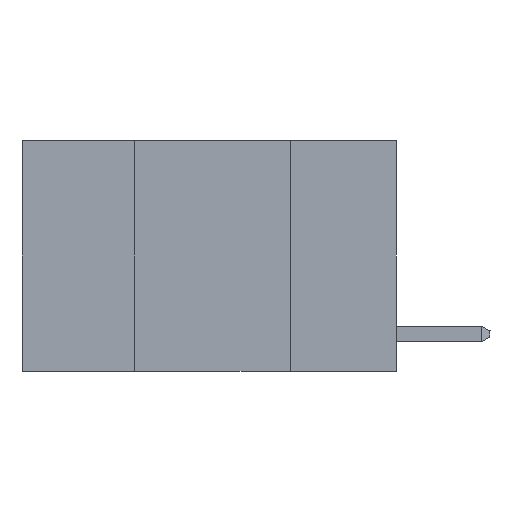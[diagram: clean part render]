
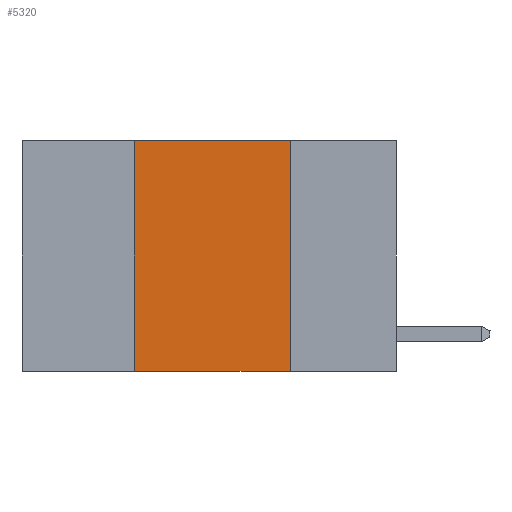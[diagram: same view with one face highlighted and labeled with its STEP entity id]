
A CAD part, left-side view. The second image highlights one B-rep face of the part: STEP entity #5320.
In plain terms, the highlighted planar face has unit normal (-1, 0, 0).
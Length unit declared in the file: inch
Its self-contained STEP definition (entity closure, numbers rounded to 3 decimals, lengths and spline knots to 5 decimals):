
#282 = DIRECTION ( 'NONE',  ( 0., -1., 0. ) ) ;
#442 = CARTESIAN_POINT ( 'NONE',  ( 0., 0.42, 0. ) ) ;
#1121 = EDGE_LOOP ( 'NONE', ( #11562, #9316, #4467, #13246 ) ) ;
#1581 = CARTESIAN_POINT ( 'NONE',  ( 0., 0.42, 0. ) ) ;
#1704 = LINE ( 'NONE', #442, #9996 ) ;
#2699 = PLANE ( 'NONE',  #3755 ) ;
#3405 = VERTEX_POINT ( 'NONE', #7305 ) ;
#3496 = CARTESIAN_POINT ( 'NONE',  ( 0., 0.17, -0.37 ) ) ;
#3755 = AXIS2_PLACEMENT_3D ( 'NONE', #8304, #3884, #11625 ) ;
#3884 = DIRECTION ( 'NONE',  ( 1., 0., 0. ) ) ;
#4467 = ORIENTED_EDGE ( 'NONE', *, *, #13994, .F. ) ;
#4722 = CARTESIAN_POINT ( 'NONE',  ( 0., 0.6, 0. ) ) ;
#5009 = CARTESIAN_POINT ( 'NONE',  ( 0., 0.6, -0.37 ) ) ;
#5030 = CARTESIAN_POINT ( 'NONE',  ( 0., 0.17, 0. ) ) ;
#5320 = ADVANCED_FACE ( 'NONE', ( #10209 ), #2699, .F. ) ;
#5327 = EDGE_CURVE ( 'NONE', #3405, #13061, #7250, .T. ) ;
#5683 = CARTESIAN_POINT ( 'NONE',  ( 0., 0.17, 0. ) ) ;
#5911 = VERTEX_POINT ( 'NONE', #1581 ) ;
#6105 = DIRECTION ( 'NONE',  ( 0., 0., -1. ) ) ;
#6345 = VECTOR ( 'NONE', #6105, 39.37008 ) ;
#6665 = VECTOR ( 'NONE', #11341, 39.37008 ) ;
#7250 = LINE ( 'NONE', #5009, #10906 ) ;
#7276 = EDGE_CURVE ( 'NONE', #5911, #10429, #9626, .T. ) ;
#7305 = CARTESIAN_POINT ( 'NONE',  ( 0., 0.42, -0.37 ) ) ;
#8304 = CARTESIAN_POINT ( 'NONE',  ( 0., 0.6, 0. ) ) ;
#9316 = ORIENTED_EDGE ( 'NONE', *, *, #7276, .F. ) ;
#9626 = LINE ( 'NONE', #4722, #6665 ) ;
#9996 = VECTOR ( 'NONE', #11731, 39.37008 ) ;
#10209 = FACE_OUTER_BOUND ( 'NONE', #1121, .T. ) ;
#10429 = VERTEX_POINT ( 'NONE', #5683 ) ;
#10906 = VECTOR ( 'NONE', #282, 39.37008 ) ;
#11341 = DIRECTION ( 'NONE',  ( 0., -1., 0. ) ) ;
#11562 = ORIENTED_EDGE ( 'NONE', *, *, #13280, .F. ) ;
#11625 = DIRECTION ( 'NONE',  ( 0., 0., -1. ) ) ;
#11731 = DIRECTION ( 'NONE',  ( 0., 0., 1. ) ) ;
#12244 = LINE ( 'NONE', #5030, #6345 ) ;
#13061 = VERTEX_POINT ( 'NONE', #3496 ) ;
#13246 = ORIENTED_EDGE ( 'NONE', *, *, #5327, .T. ) ;
#13280 = EDGE_CURVE ( 'NONE', #10429, #13061, #12244, .T. ) ;
#13994 = EDGE_CURVE ( 'NONE', #3405, #5911, #1704, .T. ) ;
